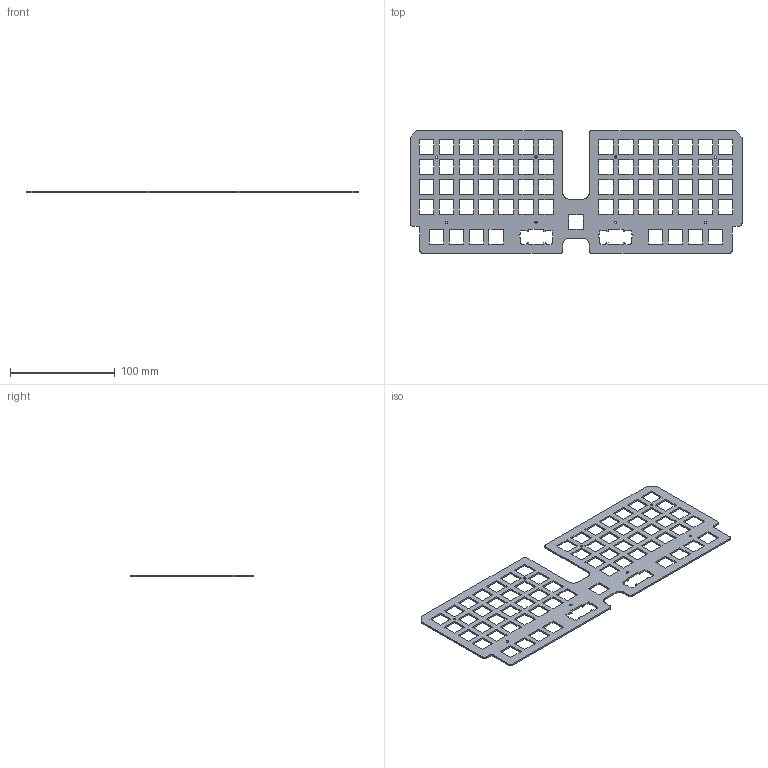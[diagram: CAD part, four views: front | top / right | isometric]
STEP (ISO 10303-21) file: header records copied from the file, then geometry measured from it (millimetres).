
FILE_DESCRIPTION(('KiCad electronic assembly'),'2;1');
FILE_NAME('Proteus_Top.step','2023-10-17T20:46:10',('Pcbnew'),('Kicad'), 'Open CASCADE STEP processor 7.6','KiCad to STEP converter','Unknown' );
FILE_SCHEMA(('AUTOMOTIVE_DESIGN { 1 0 10303 214 1 1 1 1 }'));
Length unit declared in the file: millimetre
Products named in the file (2): Proteus_Top 1; Proteus_Top PCB
Assembly tree (1 placements, depth 2):
  Proteus_Top 1
    Proteus_Top PCB
Bounding box: 317.43 x 117.35 x 1.58 mm (x, y, z)
Volume: 33376.7 mm3; surface area: 49995.5 mm2
Topology: 1 solids, 1 shells, 570 faces, 1704 edges, 1136 vertices
Faces by surface type: plane 562, cylinder 8
Full cylindrical faces by diameter (mm): 2.2 x8
Entity records: 41331 total; most frequent: CARTESIAN_POINT 6916, DIRECTION 6256, LINE 5080, VECTOR 5080, ORIENTED_EDGE 3408, PCURVE 3408, DEFINITIONAL_REPRESENTATION 3408, EDGE_CURVE 1704
